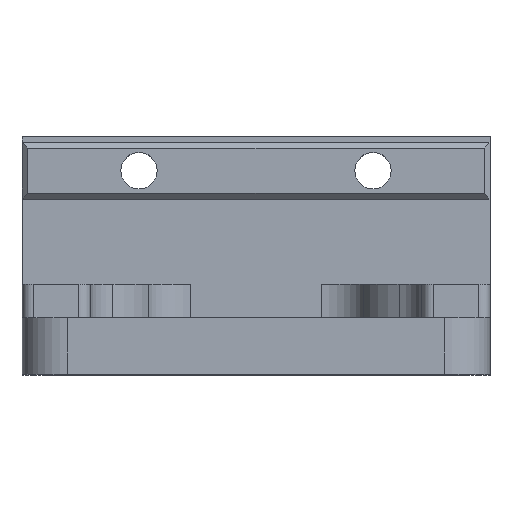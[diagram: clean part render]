
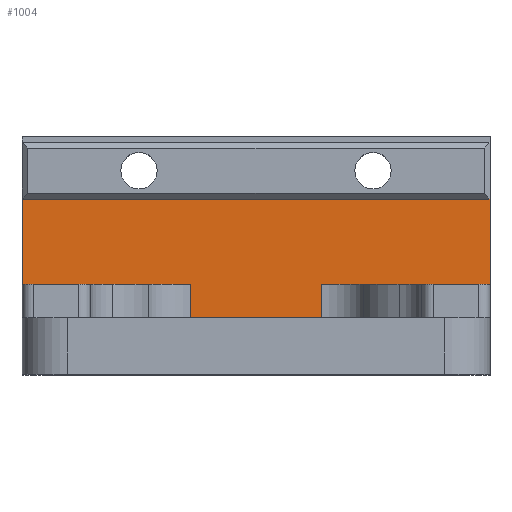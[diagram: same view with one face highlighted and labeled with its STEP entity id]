
A CAD part, top view. The second image highlights one B-rep face of the part: STEP entity #1004.
In plain terms, the highlighted planar face has unit normal (0, 0, 1).
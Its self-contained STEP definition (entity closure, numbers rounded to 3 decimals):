
#37=PLANE('',#1104);
#83=FACE_OUTER_BOUND('',#143,.T.);
#143=EDGE_LOOP('',(#819,#820,#821,#822,#823,#824,#825,#826));
#187=LINE('',#1484,#277);
#197=LINE('',#1532,#287);
#203=LINE('',#1556,#293);
#213=LINE('',#1587,#303);
#237=LINE('',#1658,#327);
#243=LINE('',#1675,#333);
#245=LINE('',#1678,#335);
#246=LINE('',#1679,#336);
#277=VECTOR('',#1163,10.);
#287=VECTOR('',#1203,10.);
#293=VECTOR('',#1225,10.);
#303=VECTOR('',#1251,10.);
#327=VECTOR('',#1333,10.);
#333=VECTOR('',#1353,10.);
#335=VECTOR('',#1357,10.);
#336=VECTOR('',#1358,10.);
#424=VERTEX_POINT('',#1481);
#425=VERTEX_POINT('',#1483);
#447=VERTEX_POINT('',#1529);
#448=VERTEX_POINT('',#1531);
#457=VERTEX_POINT('',#1553);
#458=VERTEX_POINT('',#1555);
#471=VERTEX_POINT('',#1585);
#493=VERTEX_POINT('',#1673);
#521=EDGE_CURVE('',#425,#424,#187,.T.);
#545=EDGE_CURVE('',#447,#448,#197,.T.);
#557=EDGE_CURVE('',#457,#458,#203,.T.);
#573=EDGE_CURVE('',#471,#457,#213,.T.);
#610=EDGE_CURVE('',#448,#471,#237,.T.);
#618=EDGE_CURVE('',#493,#447,#243,.T.);
#620=EDGE_CURVE('',#425,#493,#245,.T.);
#621=EDGE_CURVE('',#424,#458,#246,.T.);
#819=ORIENTED_EDGE('',*,*,#610,.F.);
#820=ORIENTED_EDGE('',*,*,#545,.F.);
#821=ORIENTED_EDGE('',*,*,#618,.F.);
#822=ORIENTED_EDGE('',*,*,#620,.F.);
#823=ORIENTED_EDGE('',*,*,#521,.T.);
#824=ORIENTED_EDGE('',*,*,#621,.T.);
#825=ORIENTED_EDGE('',*,*,#557,.F.);
#826=ORIENTED_EDGE('',*,*,#573,.F.);
#1004=ADVANCED_FACE('',(#83),#37,.F.);
#1104=AXIS2_PLACEMENT_3D('',#1677,#1355,#1356);
#1163=DIRECTION('',(0.,1.,0.));
#1203=DIRECTION('',(-1.,0.,0.));
#1225=DIRECTION('',(0.,1.,0.));
#1251=DIRECTION('',(-1.,0.,0.));
#1333=DIRECTION('',(0.,1.,0.));
#1353=DIRECTION('',(0.,-1.,0.));
#1355=DIRECTION('center_axis',(0.,0.,
-1.));
#1356=DIRECTION('ref_axis',(-1.,0.,0.));
#1357=DIRECTION('',(-1.,0.,0.));
#1358=DIRECTION('',(-1.,0.,0.));
#1481=CARTESIAN_POINT('',(-174.5,219.,-200.799));
#1483=CARTESIAN_POINT('',(-174.5,211.5,-200.799));
#1484=CARTESIAN_POINT('',(-174.5,211.5,-200.799));
#1529=CARTESIAN_POINT('',(-189.313,203.5,-200.799));
#1531=CARTESIAN_POINT('',(-200.887,203.5,-200.799));
#1532=CARTESIAN_POINT('',(-190.645,203.5,-200.799));
#1553=CARTESIAN_POINT('',(-215.7,211.5,-200.799));
#1555=CARTESIAN_POINT('',(-215.7,219.,-200.799));
#1556=CARTESIAN_POINT('',(-215.7,211.5,-200.799));
#1585=CARTESIAN_POINT('',(-200.887,211.5,-200.799));
#1587=CARTESIAN_POINT('',(-205.4,211.5,-200.799));
#1658=CARTESIAN_POINT('',(-200.887,203.5,-200.799));
#1673=CARTESIAN_POINT('',(-189.313,211.5,-200.799));
#1675=CARTESIAN_POINT('',(-189.313,203.5,-200.799));
#1677=CARTESIAN_POINT('Origin',(-186.189,203.5,-200.799));
#1678=CARTESIAN_POINT('',(-205.4,211.5,-200.799));
#1679=CARTESIAN_POINT('',(-200.945,219.,-200.799));
